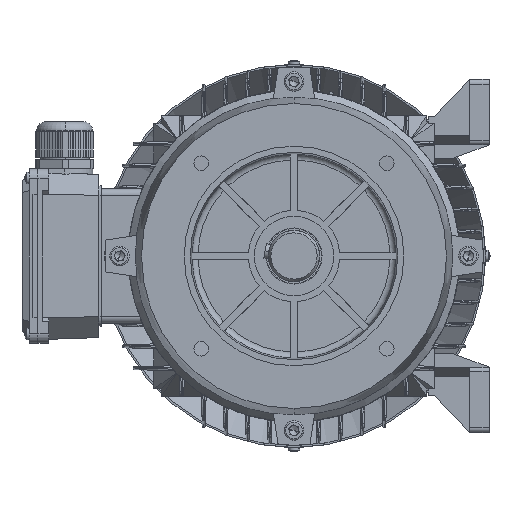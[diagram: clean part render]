
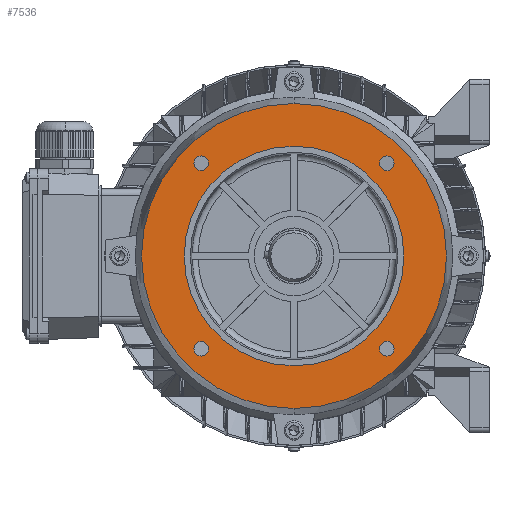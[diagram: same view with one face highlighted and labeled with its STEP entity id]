
A CAD part, left-side view. The second image highlights one B-rep face of the part: STEP entity #7536.
In plain terms, the highlighted face is planar.
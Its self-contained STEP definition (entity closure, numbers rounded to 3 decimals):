
#3225 = VERTEX_POINT ( 'NONE', #90614 ) ;
#3264 = EDGE_CURVE ( 'NONE', #3410, #3267, #90663, .T. ) ;
#3267 = VERTEX_POINT ( 'NONE', #90655 ) ;
#3275 = EDGE_CURVE ( 'NONE', #3225, #3276, #90644, .T. ) ;
#3276 = VERTEX_POINT ( 'NONE', #90638 ) ;
#3319 = VERTEX_POINT ( 'NONE', #90796 ) ;
#3326 = EDGE_CURVE ( 'NONE', #3319, #3373, #90785, .T. ) ;
#3349 = VERTEX_POINT ( 'NONE', #90860 ) ;
#3358 = EDGE_CURVE ( 'NONE', #3349, #3361, #90848, .T. ) ;
#3361 = VERTEX_POINT ( 'NONE', #90831 ) ;
#3373 = VERTEX_POINT ( 'NONE', #90821 ) ;
#3410 = VERTEX_POINT ( 'NONE', #90975 ) ;
#4332 = VERTEX_POINT ( 'NONE', #92760 ) ;
#4402 = VERTEX_POINT ( 'NONE', #92960 ) ;
#4422 = EDGE_CURVE ( 'NONE', #4427, #4428, #93037, .T. ) ;
#4427 = VERTEX_POINT ( 'NONE', #93032 ) ;
#4428 = VERTEX_POINT ( 'NONE', #93030 ) ;
#4546 = EDGE_CURVE ( 'NONE', #4402, #4332, #93262, .T. ) ;
#7328 = EDGE_CURVE ( 'NONE', #4428, #4427, #97604, .T. ) ;
#7394 = ORIENTED_EDGE ( 'NONE', *, *, #7395, .F. ) ;
#7395 = EDGE_CURVE ( 'NONE', #3276, #3225, #97672, .T. ) ;
#7398 = ORIENTED_EDGE ( 'NONE', *, *, #3275, .F. ) ;
#7403 = EDGE_LOOP ( 'NONE', ( #7406, #7414 ) ) ;
#7406 = ORIENTED_EDGE ( 'NONE', *, *, #7411, .F. ) ;
#7411 = EDGE_CURVE ( 'NONE', #3373, #3319, #97721, .T. ) ;
#7414 = ORIENTED_EDGE ( 'NONE', *, *, #3326, .F. ) ;
#7416 = EDGE_LOOP ( 'NONE', ( #7424, #7488 ) ) ;
#7424 = ORIENTED_EDGE ( 'NONE', *, *, #7426, .F. ) ;
#7426 = EDGE_CURVE ( 'NONE', #3267, #3410, #97711, .T. ) ;
#7488 = ORIENTED_EDGE ( 'NONE', *, *, #3264, .F. ) ;
#7491 = EDGE_LOOP ( 'NONE', ( #7497, #7503 ) ) ;
#7497 = ORIENTED_EDGE ( 'NONE', *, *, #7499, .F. ) ;
#7499 = EDGE_CURVE ( 'NONE', #3361, #3349, #97781, .T. ) ;
#7503 = ORIENTED_EDGE ( 'NONE', *, *, #3358, .F. ) ;
#7505 = EDGE_LOOP ( 'NONE', ( #7508, #7512 ) ) ;
#7508 = ORIENTED_EDGE ( 'NONE', *, *, #4546, .T. ) ;
#7512 = ORIENTED_EDGE ( 'NONE', *, *, #7515, .T. ) ;
#7515 = EDGE_CURVE ( 'NONE', #4332, #4402, #97770, .T. ) ;
#7518 = EDGE_LOOP ( 'NONE', ( #7520, #7522 ) ) ;
#7520 = ORIENTED_EDGE ( 'NONE', *, *, #4422, .F. ) ;
#7522 = ORIENTED_EDGE ( 'NONE', *, *, #7328, .F. ) ;
#7536 = ADVANCED_FACE ( 'NONE', ( #97811, #97810, #97809, #97808, #97807, #97806 ), #97805, .T. ) ;
#7541 = EDGE_LOOP ( 'NONE', ( #7394, #7398 ) ) ;
#90614 = CARTESIAN_POINT ( 'NONE',  ( 76.014, 56.26, 70.014 ) ) ;
#90638 = CARTESIAN_POINT ( 'NONE',  ( 76.014, 56.26, 82.014 ) ) ;
#90639 = DIRECTION ( 'NONE',  ( 0., 0., 1. ) ) ;
#90640 = DIRECTION ( 'NONE',  ( 0., 1., 0. ) ) ;
#90641 = CARTESIAN_POINT ( 'NONE',  ( 76.014, 56.26, 76.014 ) ) ;
#90642 = AXIS2_PLACEMENT_3D ( 'NONE', #90641, #90640, #90639 ) ;
#90644 = CIRCLE ( 'NONE', #90642, 6. ) ;
#90655 = CARTESIAN_POINT ( 'NONE',  ( -76.014, 56.26, -70.014 ) ) ;
#90656 = DIRECTION ( 'NONE',  ( 0., 0., 1. ) ) ;
#90658 = DIRECTION ( 'NONE',  ( 0., 1., 0. ) ) ;
#90660 = CARTESIAN_POINT ( 'NONE',  ( -76.014, 56.26, -76.014 ) ) ;
#90662 = AXIS2_PLACEMENT_3D ( 'NONE', #90660, #90658, #90656 ) ;
#90663 = CIRCLE ( 'NONE', #90662, 6. ) ;
#90777 = DIRECTION ( 'NONE',  ( 0., 0., 1. ) ) ;
#90779 = DIRECTION ( 'NONE',  ( 0., 1., 0. ) ) ;
#90781 = CARTESIAN_POINT ( 'NONE',  ( 76.014, 56.26, -76.014 ) ) ;
#90782 = AXIS2_PLACEMENT_3D ( 'NONE', #90781, #90779, #90777 ) ;
#90785 = CIRCLE ( 'NONE', #90782, 6. ) ;
#90796 = CARTESIAN_POINT ( 'NONE',  ( 76.014, 56.26, -82.014 ) ) ;
#90821 = CARTESIAN_POINT ( 'NONE',  ( 76.014, 56.26, -70.014 ) ) ;
#90831 = CARTESIAN_POINT ( 'NONE',  ( -76.014, 56.26, 82.014 ) ) ;
#90840 = DIRECTION ( 'NONE',  ( 0., 0., 1. ) ) ;
#90843 = DIRECTION ( 'NONE',  ( 0., 1., 0. ) ) ;
#90845 = CARTESIAN_POINT ( 'NONE',  ( -76.014, 56.26, 76.014 ) ) ;
#90846 = AXIS2_PLACEMENT_3D ( 'NONE', #90845, #90843, #90840 ) ;
#90848 = CIRCLE ( 'NONE', #90846, 6. ) ;
#90860 = CARTESIAN_POINT ( 'NONE',  ( -76.014, 56.26, 70.014 ) ) ;
#90975 = CARTESIAN_POINT ( 'NONE',  ( -76.014, 56.26, -82.014 ) ) ;
#92760 = CARTESIAN_POINT ( 'NONE',  ( 0., 56.26, -125. ) ) ;
#92960 = CARTESIAN_POINT ( 'NONE',  ( 0., 56.26, 125. ) ) ;
#93030 = CARTESIAN_POINT ( 'NONE',  ( 0., 56.26, -90. ) ) ;
#93032 = CARTESIAN_POINT ( 'NONE',  ( 0., 56.26, 90. ) ) ;
#93033 = DIRECTION ( 'NONE',  ( 0., 0., 1. ) ) ;
#93034 = DIRECTION ( 'NONE',  ( 0., 1., 0. ) ) ;
#93035 = CARTESIAN_POINT ( 'NONE',  ( 0., 56.26, 0. ) ) ;
#93036 = AXIS2_PLACEMENT_3D ( 'NONE', #93035, #93034, #93033 ) ;
#93037 = CIRCLE ( 'NONE', #93036, 90. ) ;
#93256 = DIRECTION ( 'NONE',  ( 0., 0., 1. ) ) ;
#93257 = DIRECTION ( 'NONE',  ( 0., 1., 0. ) ) ;
#93259 = CARTESIAN_POINT ( 'NONE',  ( 0., 56.26, 0. ) ) ;
#93261 = AXIS2_PLACEMENT_3D ( 'NONE', #93259, #93257, #93256 ) ;
#93262 = CIRCLE ( 'NONE', #93261, 125. ) ;
#97600 = DIRECTION ( 'NONE',  ( 0., 0., 1. ) ) ;
#97601 = DIRECTION ( 'NONE',  ( 0., 1., 0. ) ) ;
#97602 = CARTESIAN_POINT ( 'NONE',  ( 0., 56.26, 0. ) ) ;
#97603 = AXIS2_PLACEMENT_3D ( 'NONE', #97602, #97601, #97600 ) ;
#97604 = CIRCLE ( 'NONE', #97603, 90. ) ;
#97668 = DIRECTION ( 'NONE',  ( 0., 0., 1. ) ) ;
#97669 = DIRECTION ( 'NONE',  ( 0., 1., 0. ) ) ;
#97670 = CARTESIAN_POINT ( 'NONE',  ( 76.014, 56.26, 76.014 ) ) ;
#97671 = AXIS2_PLACEMENT_3D ( 'NONE', #97670, #97669, #97668 ) ;
#97672 = CIRCLE ( 'NONE', #97671, 6. ) ;
#97707 = DIRECTION ( 'NONE',  ( 0., 0., 1. ) ) ;
#97708 = DIRECTION ( 'NONE',  ( 0., 1., 0. ) ) ;
#97709 = CARTESIAN_POINT ( 'NONE',  ( -76.014, 56.26, -76.014 ) ) ;
#97710 = AXIS2_PLACEMENT_3D ( 'NONE', #97709, #97708, #97707 ) ;
#97711 = CIRCLE ( 'NONE', #97710, 6. ) ;
#97717 = DIRECTION ( 'NONE',  ( 0., 0., 1. ) ) ;
#97718 = DIRECTION ( 'NONE',  ( 0., 1., 0. ) ) ;
#97719 = CARTESIAN_POINT ( 'NONE',  ( 76.014, 56.26, -76.014 ) ) ;
#97720 = AXIS2_PLACEMENT_3D ( 'NONE', #97719, #97718, #97717 ) ;
#97721 = CIRCLE ( 'NONE', #97720, 6. ) ;
#97766 = DIRECTION ( 'NONE',  ( 0., 0., 1. ) ) ;
#97767 = DIRECTION ( 'NONE',  ( 0., 1., 0. ) ) ;
#97768 = CARTESIAN_POINT ( 'NONE',  ( 0., 56.26, 0. ) ) ;
#97769 = AXIS2_PLACEMENT_3D ( 'NONE', #97768, #97767, #97766 ) ;
#97770 = CIRCLE ( 'NONE', #97769, 125. ) ;
#97777 = DIRECTION ( 'NONE',  ( 0., 0., 1. ) ) ;
#97778 = DIRECTION ( 'NONE',  ( 0., 1., 0. ) ) ;
#97779 = CARTESIAN_POINT ( 'NONE',  ( -76.014, 56.26, 76.014 ) ) ;
#97780 = AXIS2_PLACEMENT_3D ( 'NONE', #97779, #97778, #97777 ) ;
#97781 = CIRCLE ( 'NONE', #97780, 6. ) ;
#97801 = DIRECTION ( 'NONE',  ( 0., 0., 1. ) ) ;
#97802 = DIRECTION ( 'NONE',  ( 0., 1., 0. ) ) ;
#97803 = AXIS2_PLACEMENT_3D ( 'NONE', #97804, #97802, #97801 ) ;
#97804 = CARTESIAN_POINT ( 'NONE',  ( -90., 56.26, 0. ) ) ;
#97805 = PLANE ( 'NONE',  #97803 ) ;
#97806 = FACE_BOUND ( 'NONE', #7518, .T. ) ;
#97807 = FACE_OUTER_BOUND ( 'NONE', #7505, .T. ) ;
#97808 = FACE_BOUND ( 'NONE', #7491, .T. ) ;
#97809 = FACE_BOUND ( 'NONE', #7416, .T. ) ;
#97810 = FACE_BOUND ( 'NONE', #7403, .T. ) ;
#97811 = FACE_BOUND ( 'NONE', #7541, .T. ) ;
